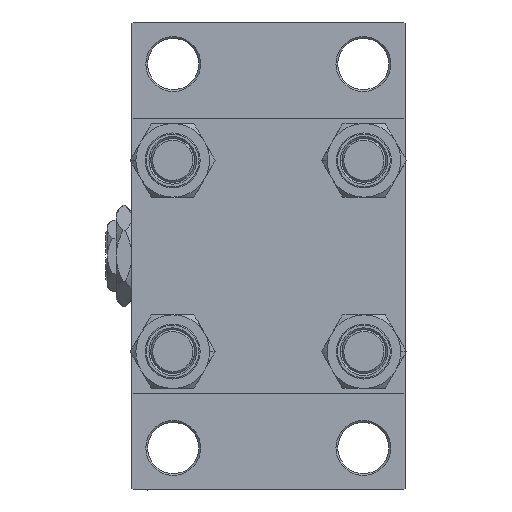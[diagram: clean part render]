
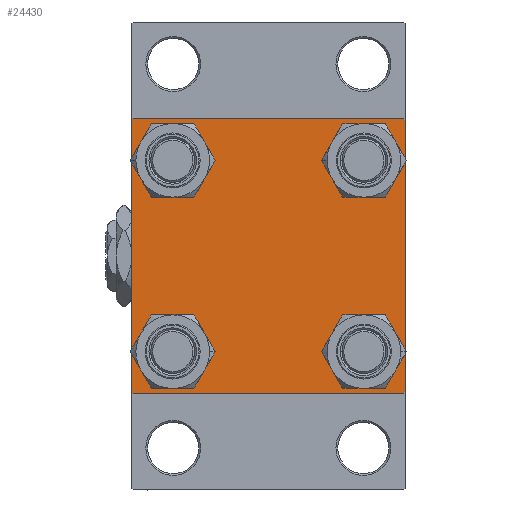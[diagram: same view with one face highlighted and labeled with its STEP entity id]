
A CAD part, left-side view. The second image highlights one B-rep face of the part: STEP entity #24430.
In plain terms, the highlighted planar face has unit normal (-1, 0, 0).
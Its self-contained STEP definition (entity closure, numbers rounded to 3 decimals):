
#21 = AXIS2_PLACEMENT_3D ( 'NONE', #47186, #295, #15595 ) ;
#27 = EDGE_CURVE ( 'NONE', #13302, #28823, #3660, .T. ) ;
#295 = DIRECTION ( 'NONE',  ( 1., 0., 0. ) ) ;
#796 = CIRCLE ( 'NONE', #3981, 6.5 ) ;
#1205 = CARTESIAN_POINT ( 'NONE',  ( 0., -37.5, 37.5 ) ) ;
#1495 = ORIENTED_EDGE ( 'NONE', *, *, #20552, .T. ) ;
#1861 = FACE_BOUND ( 'NONE', #15529, .T. ) ;
#2079 = EDGE_CURVE ( 'NONE', #28823, #5284, #44650, .T. ) ;
#2163 = ORIENTED_EDGE ( 'NONE', *, *, #2079, .T. ) ;
#2888 = CARTESIAN_POINT ( 'NONE',  ( 0., -37.5, -37. ) ) ;
#3539 = VERTEX_POINT ( 'NONE', #24240 ) ;
#3660 = LINE ( 'NONE', #34257, #35904 ) ;
#3867 = CARTESIAN_POINT ( 'NONE',  ( 0., 37., 37.5 ) ) ;
#3981 = AXIS2_PLACEMENT_3D ( 'NONE', #14549, #10055, #6272 ) ;
#4048 = CARTESIAN_POINT ( 'NONE',  ( 0., -26.15, 19.65 ) ) ;
#4641 = CARTESIAN_POINT ( 'NONE',  ( 0., -37.25, -37.25 ) ) ;
#4965 = LINE ( 'NONE', #1205, #21626 ) ;
#5284 = VERTEX_POINT ( 'NONE', #29597 ) ;
#5403 = CARTESIAN_POINT ( 'NONE',  ( 0., -26.15, 32.65 ) ) ;
#5792 = EDGE_CURVE ( 'NONE', #18868, #3539, #796, .T. ) ;
#5851 = CARTESIAN_POINT ( 'NONE',  ( 0., 0., 0. ) ) ;
#5861 = AXIS2_PLACEMENT_3D ( 'NONE', #19049, #11793, #23327 ) ;
#6080 = VERTEX_POINT ( 'NONE', #13752 ) ;
#6272 = DIRECTION ( 'NONE',  ( 0., 0., 1. ) ) ;
#6786 = EDGE_CURVE ( 'NONE', #40095, #39986, #24675, .T. ) ;
#7378 = EDGE_CURVE ( 'NONE', #40095, #27404, #4965, .T. ) ;
#7379 = CARTESIAN_POINT ( 'NONE',  ( 0., 26.15, -26.15 ) ) ;
#7538 = LINE ( 'NONE', #22837, #19095 ) ;
#8662 = DIRECTION ( 'NONE',  ( 1., 0., 0. ) ) ;
#8740 = DIRECTION ( 'NONE',  ( 0., -1., 0. ) ) ;
#8918 = CARTESIAN_POINT ( 'NONE',  ( 0., 37.5, 37. ) ) ;
#9205 = AXIS2_PLACEMENT_3D ( 'NONE', #5851, #24910, #44246 ) ;
#10055 = DIRECTION ( 'NONE',  ( 1., 0., 0. ) ) ;
#11793 = DIRECTION ( 'NONE',  ( 1., 0., 0. ) ) ;
#11936 = VERTEX_POINT ( 'NONE', #14167 ) ;
#12161 = LINE ( 'NONE', #4641, #44074 ) ;
#12475 = DIRECTION ( 'NONE',  ( 0., 0., 1. ) ) ;
#12556 = VECTOR ( 'NONE', #14059, 1000. ) ;
#12662 = CARTESIAN_POINT ( 'NONE',  ( 0., -26.15, -26.15 ) ) ;
#12799 = VECTOR ( 'NONE', #32960, 1000. ) ;
#13204 = VERTEX_POINT ( 'NONE', #38285 ) ;
#13302 = VERTEX_POINT ( 'NONE', #8918 ) ;
#13475 = VERTEX_POINT ( 'NONE', #38478 ) ;
#13752 = CARTESIAN_POINT ( 'NONE',  ( 0., -37., -37.5 ) ) ;
#14059 = DIRECTION ( 'NONE',  ( 0., 0.707, -0.707 ) ) ;
#14133 = DIRECTION ( 'NONE',  ( 1., 0., 0. ) ) ;
#14167 = CARTESIAN_POINT ( 'NONE',  ( 0., -26.15, -32.65 ) ) ;
#14500 = EDGE_LOOP ( 'NONE', ( #48774, #29775 ) ) ;
#14549 = CARTESIAN_POINT ( 'NONE',  ( 0., 26.15, -26.15 ) ) ;
#14657 = DIRECTION ( 'NONE',  ( 0., 0., 1. ) ) ;
#14918 = EDGE_CURVE ( 'NONE', #5284, #6080, #16031, .T. ) ;
#15284 = VERTEX_POINT ( 'NONE', #5403 ) ;
#15529 = EDGE_LOOP ( 'NONE', ( #22594, #28810 ) ) ;
#15595 = DIRECTION ( 'NONE',  ( 0., 0., 1. ) ) ;
#16031 = LINE ( 'NONE', #34600, #29818 ) ;
#16954 = EDGE_CURVE ( 'NONE', #13204, #18525, #34717, .T. ) ;
#18034 = CARTESIAN_POINT ( 'NONE',  ( 0., 37.25, -37.25 ) ) ;
#18525 = VERTEX_POINT ( 'NONE', #38294 ) ;
#18868 = VERTEX_POINT ( 'NONE', #46848 ) ;
#19049 = CARTESIAN_POINT ( 'NONE',  ( 0., -26.15, 26.15 ) ) ;
#19078 = ORIENTED_EDGE ( 'NONE', *, *, #39634, .T. ) ;
#19095 = VECTOR ( 'NONE', #26595, 1000. ) ;
#19604 = ORIENTED_EDGE ( 'NONE', *, *, #32151, .F. ) ;
#20552 = EDGE_CURVE ( 'NONE', #15284, #37832, #27612, .T. ) ;
#21399 = CARTESIAN_POINT ( 'NONE',  ( 0., 37.5, -37. ) ) ;
#21626 = VECTOR ( 'NONE', #23774, 1000. ) ;
#22238 = VERTEX_POINT ( 'NONE', #3867 ) ;
#22347 = VECTOR ( 'NONE', #33350, 1000. ) ;
#22594 = ORIENTED_EDGE ( 'NONE', *, *, #5792, .T. ) ;
#22837 = CARTESIAN_POINT ( 'NONE',  ( 0., 37.5, 37.5 ) ) ;
#23327 = DIRECTION ( 'NONE',  ( 0., 0., 1. ) ) ;
#23482 = ORIENTED_EDGE ( 'NONE', *, *, #7378, .F. ) ;
#23648 = EDGE_CURVE ( 'NONE', #11936, #13475, #29208, .T. ) ;
#23774 = DIRECTION ( 'NONE',  ( 0., 0., -1. ) ) ;
#24051 = CARTESIAN_POINT ( 'NONE',  ( 0., -37., 37.5 ) ) ;
#24240 = CARTESIAN_POINT ( 'NONE',  ( 0., 26.15, -32.65 ) ) ;
#24430 = ADVANCED_FACE ( 'NONE', ( #39983, #29414, #1861, #40714, #24663 ), #32946, .T. ) ;
#24663 = FACE_OUTER_BOUND ( 'NONE', #38975, .T. ) ;
#24675 = LINE ( 'NONE', #36704, #12799 ) ;
#24910 = DIRECTION ( 'NONE',  ( -1., 0., 0. ) ) ;
#25549 = CIRCLE ( 'NONE', #48831, 6.5 ) ;
#26487 = EDGE_LOOP ( 'NONE', ( #1495, #46901 ) ) ;
#26595 = DIRECTION ( 'NONE',  ( 0., -1., 0. ) ) ;
#26691 = DIRECTION ( 'NONE',  ( 1., 0., 0. ) ) ;
#27404 = VERTEX_POINT ( 'NONE', #2888 ) ;
#27612 = CIRCLE ( 'NONE', #5861, 6.5 ) ;
#28281 = EDGE_CURVE ( 'NONE', #22238, #13302, #48447, .T. ) ;
#28810 = ORIENTED_EDGE ( 'NONE', *, *, #42931, .T. ) ;
#28823 = VERTEX_POINT ( 'NONE', #21399 ) ;
#28934 = CIRCLE ( 'NONE', #40154, 6.5 ) ;
#29092 = AXIS2_PLACEMENT_3D ( 'NONE', #36711, #14133, #29434 ) ;
#29208 = CIRCLE ( 'NONE', #32403, 6.5 ) ;
#29414 = FACE_BOUND ( 'NONE', #44597, .T. ) ;
#29434 = DIRECTION ( 'NONE',  ( 0., 0., 1. ) ) ;
#29545 = ORIENTED_EDGE ( 'NONE', *, *, #27, .T. ) ;
#29597 = CARTESIAN_POINT ( 'NONE',  ( 0., 37., -37.5 ) ) ;
#29775 = ORIENTED_EDGE ( 'NONE', *, *, #36094, .T. ) ;
#29818 = VECTOR ( 'NONE', #8740, 1000. ) ;
#29869 = CARTESIAN_POINT ( 'NONE',  ( 0., 37.25, 37.25 ) ) ;
#31781 = ORIENTED_EDGE ( 'NONE', *, *, #6786, .T. ) ;
#31981 = DIRECTION ( 'NONE',  ( 0., 0., 1. ) ) ;
#32151 = EDGE_CURVE ( 'NONE', #22238, #39986, #7538, .T. ) ;
#32403 = AXIS2_PLACEMENT_3D ( 'NONE', #33920, #37676, #41202 ) ;
#32946 = PLANE ( 'NONE',  #9205 ) ;
#32960 = DIRECTION ( 'NONE',  ( 0., 0.707, 0.707 ) ) ;
#33350 = DIRECTION ( 'NONE',  ( 0., -0.707, -0.707 ) ) ;
#33920 = CARTESIAN_POINT ( 'NONE',  ( 0., -26.15, -26.15 ) ) ;
#34257 = CARTESIAN_POINT ( 'NONE',  ( 0., 37.5, 37.5 ) ) ;
#34600 = CARTESIAN_POINT ( 'NONE',  ( 0., 37.5, -37.5 ) ) ;
#34717 = CIRCLE ( 'NONE', #29092, 6.5 ) ;
#35068 = DIRECTION ( 'NONE',  ( 1., 0., 0. ) ) ;
#35904 = VECTOR ( 'NONE', #45313, 1000. ) ;
#36094 = EDGE_CURVE ( 'NONE', #18525, #13204, #38380, .T. ) ;
#36542 = EDGE_CURVE ( 'NONE', #13475, #11936, #25549, .T. ) ;
#36704 = CARTESIAN_POINT ( 'NONE',  ( 0., -37.25, 37.25 ) ) ;
#36711 = CARTESIAN_POINT ( 'NONE',  ( 0., 26.15, 26.15 ) ) ;
#37676 = DIRECTION ( 'NONE',  ( 1., 0., 0. ) ) ;
#37832 = VERTEX_POINT ( 'NONE', #4048 ) ;
#37975 = ORIENTED_EDGE ( 'NONE', *, *, #28281, .T. ) ;
#38285 = CARTESIAN_POINT ( 'NONE',  ( 0., 26.15, 32.65 ) ) ;
#38294 = CARTESIAN_POINT ( 'NONE',  ( 0., 26.15, 19.65 ) ) ;
#38359 = ORIENTED_EDGE ( 'NONE', *, *, #23648, .T. ) ;
#38380 = CIRCLE ( 'NONE', #48792, 6.5 ) ;
#38478 = CARTESIAN_POINT ( 'NONE',  ( 0., -26.15, -19.65 ) ) ;
#38488 = CIRCLE ( 'NONE', #21, 6.5 ) ;
#38842 = CARTESIAN_POINT ( 'NONE',  ( 0., 26.15, 26.15 ) ) ;
#38860 = EDGE_CURVE ( 'NONE', #37832, #15284, #38488, .T. ) ;
#38975 = EDGE_LOOP ( 'NONE', ( #29545, #2163, #43852, #19078, #23482, #31781, #19604, #37975 ) ) ;
#39634 = EDGE_CURVE ( 'NONE', #6080, #27404, #12161, .T. ) ;
#39983 = FACE_BOUND ( 'NONE', #26487, .T. ) ;
#39986 = VERTEX_POINT ( 'NONE', #24051 ) ;
#40095 = VERTEX_POINT ( 'NONE', #44602 ) ;
#40154 = AXIS2_PLACEMENT_3D ( 'NONE', #7379, #26691, #14657 ) ;
#40714 = FACE_BOUND ( 'NONE', #14500, .T. ) ;
#41202 = DIRECTION ( 'NONE',  ( 0., 0., 1. ) ) ;
#42931 = EDGE_CURVE ( 'NONE', #3539, #18868, #28934, .T. ) ;
#43512 = DIRECTION ( 'NONE',  ( 0., -0.707, 0.707 ) ) ;
#43852 = ORIENTED_EDGE ( 'NONE', *, *, #14918, .T. ) ;
#44074 = VECTOR ( 'NONE', #43512, 1000. ) ;
#44246 = DIRECTION ( 'NONE',  ( 0., 0., 1. ) ) ;
#44597 = EDGE_LOOP ( 'NONE', ( #47827, #38359 ) ) ;
#44602 = CARTESIAN_POINT ( 'NONE',  ( 0., -37.5, 37. ) ) ;
#44650 = LINE ( 'NONE', #18034, #22347 ) ;
#45313 = DIRECTION ( 'NONE',  ( 0., 0., -1. ) ) ;
#46848 = CARTESIAN_POINT ( 'NONE',  ( 0., 26.15, -19.65 ) ) ;
#46901 = ORIENTED_EDGE ( 'NONE', *, *, #38860, .T. ) ;
#47186 = CARTESIAN_POINT ( 'NONE',  ( 0., -26.15, 26.15 ) ) ;
#47827 = ORIENTED_EDGE ( 'NONE', *, *, #36542, .T. ) ;
#48447 = LINE ( 'NONE', #29869, #12556 ) ;
#48774 = ORIENTED_EDGE ( 'NONE', *, *, #16954, .T. ) ;
#48792 = AXIS2_PLACEMENT_3D ( 'NONE', #38842, #35068, #12475 ) ;
#48831 = AXIS2_PLACEMENT_3D ( 'NONE', #12662, #8662, #31981 ) ;
